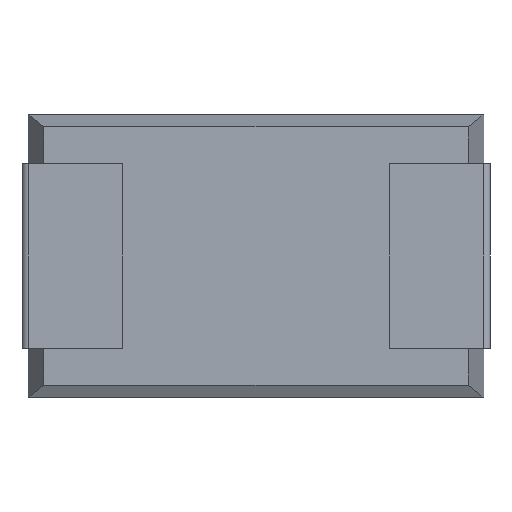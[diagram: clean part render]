
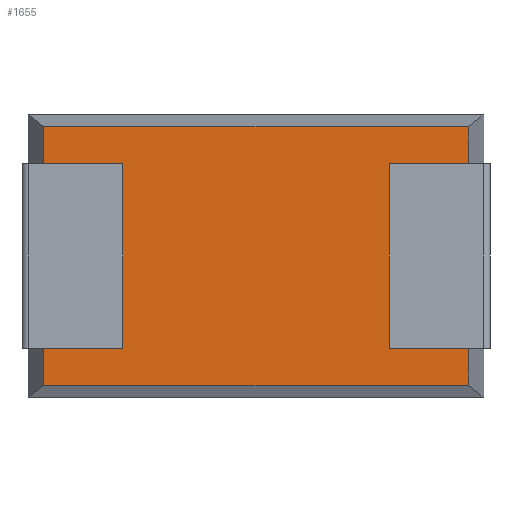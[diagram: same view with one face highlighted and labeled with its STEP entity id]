
A CAD part, front view. The second image highlights one B-rep face of the part: STEP entity #1655.
In plain terms, the highlighted planar face has unit normal (0, -1, 0).
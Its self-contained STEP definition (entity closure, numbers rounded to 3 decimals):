
#8 = CARTESIAN_POINT ( 'NONE',  ( 7.4, 0., -0.2 ) ) ;
#16 = CARTESIAN_POINT ( 'NONE',  ( 5.862, 0., -0.8 ) ) ;
#50 = LINE ( 'NONE', #16, #2727 ) ;
#86 = LINE ( 'NONE', #1881, #2779 ) ;
#87 = CARTESIAN_POINT ( 'NONE',  ( 0.25, 0., -4.4 ) ) ;
#94 = DIRECTION ( 'NONE',  ( -1., 0., 0. ) ) ;
#99 = EDGE_CURVE ( 'NONE', #1452, #2014, #1403, .T. ) ;
#120 = ORIENTED_EDGE ( 'NONE', *, *, #2492, .T. ) ;
#126 = VECTOR ( 'NONE', #2941, 1000. ) ;
#143 = LINE ( 'NONE', #1991, #955 ) ;
#148 = LINE ( 'NONE', #176, #126 ) ;
#157 = CARTESIAN_POINT ( 'NONE',  ( 7.15, 0., -4.4 ) ) ;
#176 = CARTESIAN_POINT ( 'NONE',  ( 0.25, 0., -4.6 ) ) ;
#182 = DIRECTION ( 'NONE',  ( -1., 0., 0. ) ) ;
#260 = DIRECTION ( 'NONE',  ( -1., 0., 0. ) ) ;
#263 = VERTEX_POINT ( 'NONE', #157 ) ;
#315 = ORIENTED_EDGE ( 'NONE', *, *, #1262, .F. ) ;
#344 = VERTEX_POINT ( 'NONE', #903 ) ;
#420 = VERTEX_POINT ( 'NONE', #2546 ) ;
#429 = ORIENTED_EDGE ( 'NONE', *, *, #1489, .F. ) ;
#435 = CARTESIAN_POINT ( 'NONE',  ( 5.862, 0., -3.8 ) ) ;
#442 = LINE ( 'NONE', #2753, #611 ) ;
#508 = DIRECTION ( 'NONE',  ( 0., 0., 1. ) ) ;
#611 = VECTOR ( 'NONE', #1410, 1000. ) ;
#619 = AXIS2_PLACEMENT_3D ( 'NONE', #2852, #1016, #801 ) ;
#676 = CARTESIAN_POINT ( 'NONE',  ( 1.538, 0., -0.8 ) ) ;
#715 = LINE ( 'NONE', #8, #1719 ) ;
#801 = DIRECTION ( 'NONE',  ( 0., 0., -1. ) ) ;
#903 = CARTESIAN_POINT ( 'NONE',  ( 7.15, 0., -0.2 ) ) ;
#918 = CARTESIAN_POINT ( 'NONE',  ( 1.538, 0., -3.8 ) ) ;
#950 = ORIENTED_EDGE ( 'NONE', *, *, #990, .F. ) ;
#955 = VECTOR ( 'NONE', #1978, 1000. ) ;
#958 = VECTOR ( 'NONE', #94, 1000. ) ;
#988 = ORIENTED_EDGE ( 'NONE', *, *, #1111, .T. ) ;
#990 = EDGE_CURVE ( 'NONE', #263, #2016, #2281, .T. ) ;
#1001 = DIRECTION ( 'NONE',  ( 0., 0., 1. ) ) ;
#1016 = DIRECTION ( 'NONE',  ( 0., -1., 0. ) ) ;
#1029 = LINE ( 'NONE', #1937, #2927 ) ;
#1032 = VERTEX_POINT ( 'NONE', #2765 ) ;
#1104 = ORIENTED_EDGE ( 'NONE', *, *, #2166, .T. ) ;
#1111 = EDGE_CURVE ( 'NONE', #1452, #2842, #86, .T. ) ;
#1165 = LINE ( 'NONE', #1603, #2352 ) ;
#1222 = ORIENTED_EDGE ( 'NONE', *, *, #2912, .T. ) ;
#1241 = VECTOR ( 'NONE', #1409, 1000. ) ;
#1262 = EDGE_CURVE ( 'NONE', #2688, #2563, #143, .T. ) ;
#1388 = VECTOR ( 'NONE', #182, 1000. ) ;
#1403 = LINE ( 'NONE', #435, #2475 ) ;
#1409 = DIRECTION ( 'NONE',  ( -1., 0., 0. ) ) ;
#1410 = DIRECTION ( 'NONE',  ( 0., 0., 1. ) ) ;
#1416 = CARTESIAN_POINT ( 'NONE',  ( 0.25, 0., -0.8 ) ) ;
#1452 = VERTEX_POINT ( 'NONE', #2884 ) ;
#1461 = CARTESIAN_POINT ( 'NONE',  ( 7.15, 0., -3.8 ) ) ;
#1468 = LINE ( 'NONE', #1513, #958 ) ;
#1489 = EDGE_CURVE ( 'NONE', #2016, #2500, #148, .T. ) ;
#1513 = CARTESIAN_POINT ( 'NONE',  ( 1.538, 0., -3.8 ) ) ;
#1562 = EDGE_LOOP ( 'NONE', ( #1932, #2547, #988, #1222, #1104, #120, #1890, #2522, #315, #2462, #429, #950 ) ) ;
#1564 = LINE ( 'NONE', #676, #1388 ) ;
#1603 = CARTESIAN_POINT ( 'NONE',  ( 7.15, 0., -4.6 ) ) ;
#1614 = VERTEX_POINT ( 'NONE', #1416 ) ;
#1655 = ADVANCED_FACE ( 'NONE', ( #2805 ), #1667, .T. ) ;
#1667 = PLANE ( 'NONE',  #619 ) ;
#1692 = EDGE_CURVE ( 'NONE', #1614, #420, #1029, .T. ) ;
#1719 = VECTOR ( 'NONE', #260, 1000. ) ;
#1760 = CARTESIAN_POINT ( 'NONE',  ( 1.538, 0., -0.8 ) ) ;
#1881 = CARTESIAN_POINT ( 'NONE',  ( 5.862, 0., -3.8 ) ) ;
#1889 = DIRECTION ( 'NONE',  ( 1., 0., 0. ) ) ;
#1890 = ORIENTED_EDGE ( 'NONE', *, *, #1692, .F. ) ;
#1924 = EDGE_CURVE ( 'NONE', #263, #2014, #1165, .T. ) ;
#1932 = ORIENTED_EDGE ( 'NONE', *, *, #1924, .T. ) ;
#1937 = CARTESIAN_POINT ( 'NONE',  ( 0.25, 0., -4.6 ) ) ;
#1978 = DIRECTION ( 'NONE',  ( 0., 0., 1. ) ) ;
#1991 = CARTESIAN_POINT ( 'NONE',  ( 1.538, 0., -3.8 ) ) ;
#2014 = VERTEX_POINT ( 'NONE', #1461 ) ;
#2016 = VERTEX_POINT ( 'NONE', #87 ) ;
#2071 = CARTESIAN_POINT ( 'NONE',  ( 7.4, 0., -4.4 ) ) ;
#2166 = EDGE_CURVE ( 'NONE', #1032, #344, #442, .T. ) ;
#2281 = LINE ( 'NONE', #2071, #1241 ) ;
#2352 = VECTOR ( 'NONE', #508, 1000. ) ;
#2462 = ORIENTED_EDGE ( 'NONE', *, *, #2951, .T. ) ;
#2475 = VECTOR ( 'NONE', #2490, 1000. ) ;
#2490 = DIRECTION ( 'NONE',  ( 1., 0., 0. ) ) ;
#2492 = EDGE_CURVE ( 'NONE', #344, #420, #715, .T. ) ;
#2500 = VERTEX_POINT ( 'NONE', #2989 ) ;
#2522 = ORIENTED_EDGE ( 'NONE', *, *, #2757, .F. ) ;
#2546 = CARTESIAN_POINT ( 'NONE',  ( 0.25, 0., -0.2 ) ) ;
#2547 = ORIENTED_EDGE ( 'NONE', *, *, #99, .F. ) ;
#2563 = VERTEX_POINT ( 'NONE', #1760 ) ;
#2688 = VERTEX_POINT ( 'NONE', #918 ) ;
#2727 = VECTOR ( 'NONE', #1889, 1000. ) ;
#2753 = CARTESIAN_POINT ( 'NONE',  ( 7.15, 0., -4.6 ) ) ;
#2757 = EDGE_CURVE ( 'NONE', #2563, #1614, #1564, .T. ) ;
#2765 = CARTESIAN_POINT ( 'NONE',  ( 7.15, 0., -0.8 ) ) ;
#2779 = VECTOR ( 'NONE', #2848, 1000. ) ;
#2805 = FACE_OUTER_BOUND ( 'NONE', #1562, .T. ) ;
#2842 = VERTEX_POINT ( 'NONE', #2844 ) ;
#2844 = CARTESIAN_POINT ( 'NONE',  ( 5.862, 0., -0.8 ) ) ;
#2848 = DIRECTION ( 'NONE',  ( 0., 0., 1. ) ) ;
#2852 = CARTESIAN_POINT ( 'NONE',  ( 0., 0., 0. ) ) ;
#2884 = CARTESIAN_POINT ( 'NONE',  ( 5.862, 0., -3.8 ) ) ;
#2912 = EDGE_CURVE ( 'NONE', #2842, #1032, #50, .T. ) ;
#2927 = VECTOR ( 'NONE', #1001, 1000. ) ;
#2941 = DIRECTION ( 'NONE',  ( 0., 0., 1. ) ) ;
#2951 = EDGE_CURVE ( 'NONE', #2688, #2500, #1468, .T. ) ;
#2989 = CARTESIAN_POINT ( 'NONE',  ( 0.25, 0., -3.8 ) ) ;
